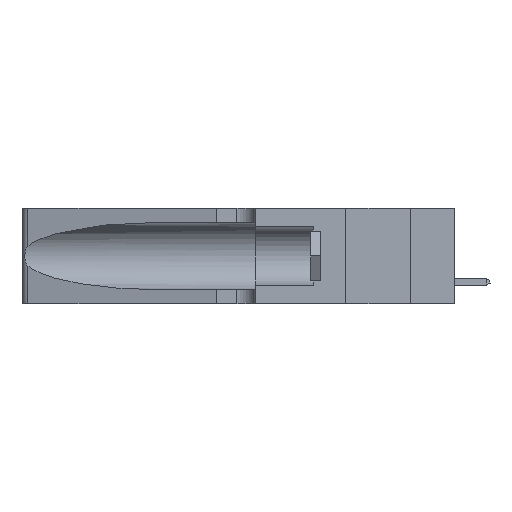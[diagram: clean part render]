
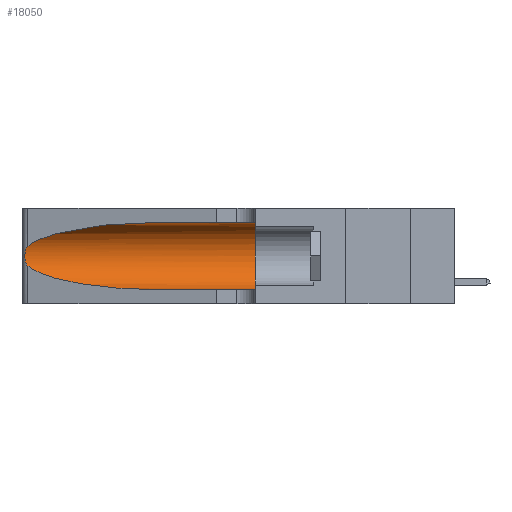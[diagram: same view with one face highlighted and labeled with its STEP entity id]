
A CAD part, left-side view. The second image highlights one B-rep face of the part: STEP entity #18050.
In plain terms, the highlighted cylindrical face has radius 3.308 mm (diameter 6.617 mm), a partial arc.
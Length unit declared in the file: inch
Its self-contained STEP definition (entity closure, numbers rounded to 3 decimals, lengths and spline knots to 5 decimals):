
#2072 = CARTESIAN_POINT ( 'NONE',  ( 0.25787, 1.23484, 0.2124 ) ) ;
#2243 = CARTESIAN_POINT ( 'NONE',  ( 0.25487, 1.22718, 0.14631 ) ) ;
#2421 = B_SPLINE_CURVE_WITH_KNOTS ( 'NONE', 3,
 ( #18731, #28381, #35329, #2072, #28824, #15073, #38353, #25189, #8519, #35176, #8814, #12198, #42631, #16271 ),
 .UNSPECIFIED., .F., .F.,
 ( 4, 2, 2, 2, 2, 2, 4 ),
 ( 0., 0.00027, 0.00053, 0.00107, 0.0016, 0.00187, 0.00214 ),
 .UNSPECIFIED. ) ;
#2822 = DIRECTION ( 'NONE',  ( 0., 1., 0. ) ) ;
#5517 = EDGE_CURVE ( 'NONE', #29871, #17239, #26920, .T. ) ;
#5796 = VERTEX_POINT ( 'NONE', #31728 ) ;
#6616 = CARTESIAN_POINT ( 'NONE',  ( 0.1305, 0.35, 0.185 ) ) ;
#6904 = CARTESIAN_POINT ( 'NONE',  ( 0.25487, 1.22718, 0.22369 ) ) ;
#7177 = EDGE_CURVE ( 'NONE', #26902, #17239, #19472, .T. ) ;
#8519 = CARTESIAN_POINT ( 'NONE',  ( 0.26017, 1.23833, 0.17102 ) ) ;
#8535 = AXIS2_PLACEMENT_3D ( 'NONE', #6616, #2822, #19745 ) ;
#8814 = CARTESIAN_POINT ( 'NONE',  ( 0.25789, 1.23486, 0.15765 ) ) ;
#8929 = ORIENTED_EDGE ( 'NONE', *, *, #28632, .T. ) ;
#9496 = CARTESIAN_POINT ( 'NONE',  ( 0.1305, 1.61858, 0.05475 ) ) ;
#10390 = VERTEX_POINT ( 'NONE', #21385 ) ;
#11477 = CYLINDRICAL_SURFACE ( 'NONE', #26723, 0.13025 ) ;
#12198 = CARTESIAN_POINT ( 'NONE',  ( 0.25639, 1.23186, 0.15144 ) ) ;
#12399 = ORIENTED_EDGE ( 'NONE', *, *, #7177, .F. ) ;
#12746 = DIRECTION ( 'NONE',  ( 0., -1., 0. ) ) ;
#13749 = EDGE_LOOP ( 'NONE', ( #16497, #15134, #8929, #28281, #12399, #26620 ) ) ;
#15073 = CARTESIAN_POINT ( 'NONE',  ( 0.26018, 1.23835, 0.19895 ) ) ;
#15134 = ORIENTED_EDGE ( 'NONE', *, *, #30801, .T. ) ;
#16144 = EDGE_CURVE ( 'NONE', #5796, #26902, #16291, .T. ) ;
#16271 = CARTESIAN_POINT ( 'NONE',  ( 0.25487, 1.22718, 0.14631 ) ) ;
#16291 = LINE ( 'NONE', #21254, #25736 ) ;
#16327 = CARTESIAN_POINT ( 'NONE',  ( 0.25487, 1.22718, 0.14631 ) ) ;
#16497 = ORIENTED_EDGE ( 'NONE', *, *, #19053, .T. ) ;
#17239 = VERTEX_POINT ( 'NONE', #31377 ) ;
#17676 =( BOUNDED_CURVE ( )  B_SPLINE_CURVE ( 3, ( #29325, #40130, #26923, #6904 ),
 .UNSPECIFIED., .F., .F. ) 
 B_SPLINE_CURVE_WITH_KNOTS ( ( 4, 4 ),
 ( 1.5708, 2.84003 ),
 .UNSPECIFIED. ) 
 CURVE ( )  GEOMETRIC_REPRESENTATION_ITEM ( )  RATIONAL_B_SPLINE_CURVE ( ( 1., 0.87, 0.87, 1. ) ) 
 REPRESENTATION_ITEM ( '' )  );
#18050 = ADVANCED_FACE ( 'NONE', ( #38005 ), #11477, .F. ) ;
#18731 = CARTESIAN_POINT ( 'NONE',  ( 0.25487, 1.22718, 0.22369 ) ) ;
#19053 = EDGE_CURVE ( 'NONE', #5796, #10390, #17676, .T. ) ;
#19472 = CIRCLE ( 'NONE', #8535, 0.13025 ) ;
#19745 = DIRECTION ( 'NONE',  ( 0., 0., 1. ) ) ;
#21107 = DIRECTION ( 'NONE',  ( 0., 0., -1. ) ) ;
#21254 = CARTESIAN_POINT ( 'NONE',  ( 0.1305, 1.61858, 0.31525 ) ) ;
#21385 = CARTESIAN_POINT ( 'NONE',  ( 0.25487, 1.22718, 0.22369 ) ) ;
#22069 = CARTESIAN_POINT ( 'NONE',  ( 0.1305, 0.72297, 0.05475 ) ) ;
#22158 = DIRECTION ( 'NONE',  ( 0., -1., 0. ) ) ;
#22771 = CARTESIAN_POINT ( 'NONE',  ( 0.18966, 0.96281, 0.05475 ) ) ;
#22943 = VERTEX_POINT ( 'NONE', #2243 ) ;
#23387 = CARTESIAN_POINT ( 'NONE',  ( 0.1305, 0.35, 0.31525 ) ) ;
#25189 = CARTESIAN_POINT ( 'NONE',  ( 0.26075, 1.23896, 0.178 ) ) ;
#25736 = VECTOR ( 'NONE', #22158, 39.37008 ) ;
#26128 = CARTESIAN_POINT ( 'NONE',  ( 0.1305, 0.72297, 0.05475 ) ) ;
#26620 = ORIENTED_EDGE ( 'NONE', *, *, #16144, .F. ) ;
#26723 = AXIS2_PLACEMENT_3D ( 'NONE', #34504, #41011, #21107 ) ;
#26902 = VERTEX_POINT ( 'NONE', #23387 ) ;
#26920 = LINE ( 'NONE', #9496, #39927 ) ;
#26923 = CARTESIAN_POINT ( 'NONE',  ( 0.2373, 1.15595, 0.28018 ) ) ;
#28281 = ORIENTED_EDGE ( 'NONE', *, *, #5517, .T. ) ;
#28381 = CARTESIAN_POINT ( 'NONE',  ( 0.25555, 1.22994, 0.2215 ) ) ;
#28632 = EDGE_CURVE ( 'NONE', #22943, #29871, #38474, .T. ) ;
#28824 = CARTESIAN_POINT ( 'NONE',  ( 0.25854, 1.2359, 0.20912 ) ) ;
#29325 = CARTESIAN_POINT ( 'NONE',  ( 0.1305, 0.72297, 0.31525 ) ) ;
#29871 = VERTEX_POINT ( 'NONE', #22069 ) ;
#30801 = EDGE_CURVE ( 'NONE', #10390, #22943, #2421, .T. ) ;
#31377 = CARTESIAN_POINT ( 'NONE',  ( 0.1305, 0.35, 0.05475 ) ) ;
#31728 = CARTESIAN_POINT ( 'NONE',  ( 0.1305, 0.72297, 0.31525 ) ) ;
#32381 = CARTESIAN_POINT ( 'NONE',  ( 0.2373, 1.15595, 0.08982 ) ) ;
#34504 = CARTESIAN_POINT ( 'NONE',  ( 0.1305, 1.61858, 0.185 ) ) ;
#35176 = CARTESIAN_POINT ( 'NONE',  ( 0.25856, 1.23593, 0.16098 ) ) ;
#35329 = CARTESIAN_POINT ( 'NONE',  ( 0.25639, 1.23184, 0.21858 ) ) ;
#38005 = FACE_OUTER_BOUND ( 'NONE', #13749, .T. ) ;
#38353 = CARTESIAN_POINT ( 'NONE',  ( 0.26075, 1.23896, 0.19203 ) ) ;
#38474 =( BOUNDED_CURVE ( )  B_SPLINE_CURVE ( 3, ( #16327, #32381, #22771, #26128 ),
 .UNSPECIFIED., .F., .F. ) 
 B_SPLINE_CURVE_WITH_KNOTS ( ( 4, 4 ),
 ( 3.44316, 4.71239 ),
 .UNSPECIFIED. ) 
 CURVE ( )  GEOMETRIC_REPRESENTATION_ITEM ( )  RATIONAL_B_SPLINE_CURVE ( ( 1., 0.87, 0.87, 1. ) ) 
 REPRESENTATION_ITEM ( '' )  );
#39927 = VECTOR ( 'NONE', #12746, 39.37008 ) ;
#40130 = CARTESIAN_POINT ( 'NONE',  ( 0.18966, 0.96281, 0.31525 ) ) ;
#41011 = DIRECTION ( 'NONE',  ( 0., -1., 0. ) ) ;
#42631 = CARTESIAN_POINT ( 'NONE',  ( 0.25555, 1.22993, 0.14849 ) ) ;
